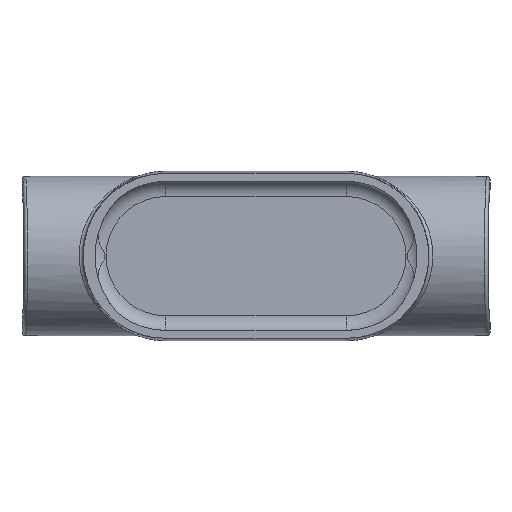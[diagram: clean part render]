
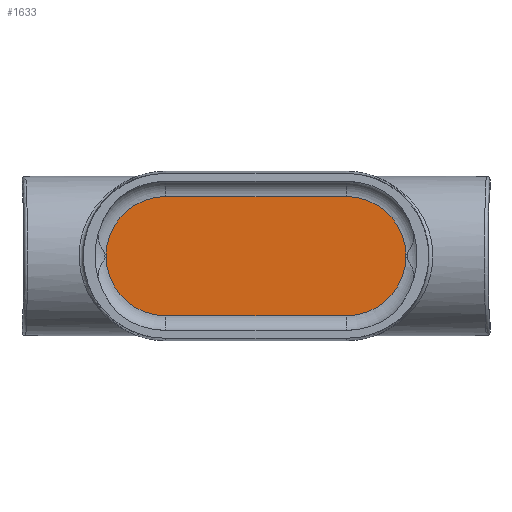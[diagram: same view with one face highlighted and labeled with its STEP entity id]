
A CAD part, top view. The second image highlights one B-rep face of the part: STEP entity #1633.
In plain terms, the highlighted planar face has unit normal (0, 0, 1).
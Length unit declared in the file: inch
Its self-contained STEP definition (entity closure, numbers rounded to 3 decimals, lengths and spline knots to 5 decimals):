
#118=CIRCLE('',#1836,1.89766);
#119=CIRCLE('',#1838,1.89766);
#124=CIRCLE('',#1848,1.89766);
#125=CIRCLE('',#1850,1.89766);
#182=PLANE('',#1860);
#236=LINE('',#7505,#304);
#238=LINE('',#7508,#306);
#304=VECTOR('',#2308,5.75);
#306=VECTOR('',#2312,5.75);
#480=FACE_OUTER_BOUND('',#582,.T.);
#582=EDGE_LOOP('',(#1455,#1456,#1457,#1458,#1459,#1460));
#767=VERTEX_POINT('',#7427);
#769=VERTEX_POINT('',#7451);
#770=VERTEX_POINT('',#7455);
#772=VERTEX_POINT('',#7466);
#774=VERTEX_POINT('',#7490);
#775=VERTEX_POINT('',#7494);
#991=EDGE_CURVE('',#769,#767,#118,.F.);
#992=EDGE_CURVE('',#767,#770,#119,.F.);
#1001=EDGE_CURVE('',#774,#772,#124,.F.);
#1002=EDGE_CURVE('',#772,#775,#125,.F.);
#1007=EDGE_CURVE('',#775,#769,#236,.T.);
#1009=EDGE_CURVE('',#770,#774,#238,.T.);
#1455=ORIENTED_EDGE('',*,*,#992,.F.);
#1456=ORIENTED_EDGE('',*,*,#991,.F.);
#1457=ORIENTED_EDGE('',*,*,#1007,.F.);
#1458=ORIENTED_EDGE('',*,*,#1002,.F.);
#1459=ORIENTED_EDGE('',*,*,#1001,.F.);
#1460=ORIENTED_EDGE('',*,*,#1009,.F.);
#1633=ADVANCED_FACE('',(#480),#182,.T.);
#1836=AXIS2_PLACEMENT_3D('',#7453,#2262,#2263);
#1838=AXIS2_PLACEMENT_3D('',#7456,#2266,#2267);
#1848=AXIS2_PLACEMENT_3D('',#7492,#2288,#2289);
#1850=AXIS2_PLACEMENT_3D('',#7495,#2292,#2293);
#1860=AXIS2_PLACEMENT_3D('',#7512,#2318,#2319);
#2262=DIRECTION('center_axis',(0.,0.,1.));
#2263=DIRECTION('ref_axis',(1.,0.,0.));
#2266=DIRECTION('center_axis',(0.,0.,1.));
#2267=DIRECTION('ref_axis',(1.,0.,0.));
#2288=DIRECTION('center_axis',(0.,0.,1.));
#2289=DIRECTION('ref_axis',(1.,0.,0.));
#2292=DIRECTION('center_axis',(0.,0.,1.));
#2293=DIRECTION('ref_axis',(1.,0.,0.));
#2308=DIRECTION('',(1.,0.,0.));
#2312=DIRECTION('',(-1.,0.,0.));
#2318=DIRECTION('center_axis',(0.,0.,1.));
#2319=DIRECTION('ref_axis',(1.,0.,0.));
#7427=CARTESIAN_POINT('',(4.77266,0.,-2.375));
#7451=CARTESIAN_POINT('',(2.875,1.89766,-2.375));
#7453=CARTESIAN_POINT('Origin',(2.875,0.,-2.375));
#7455=CARTESIAN_POINT('',(2.875,-1.89766,-2.375));
#7456=CARTESIAN_POINT('Origin',(2.875,0.,-2.375));
#7466=CARTESIAN_POINT('',(-4.77266,0.,-2.375));
#7490=CARTESIAN_POINT('',(-2.875,-1.89766,-2.375));
#7492=CARTESIAN_POINT('Origin',(-2.875,0.,-2.375));
#7494=CARTESIAN_POINT('',(-2.875,1.89766,-2.375));
#7495=CARTESIAN_POINT('Origin',(-2.875,0.,-2.375));
#7505=CARTESIAN_POINT('',(-2.875,1.89766,-2.375));
#7508=CARTESIAN_POINT('',(2.875,-1.89766,-2.375));
#7512=CARTESIAN_POINT('Origin',(2.875,0.,-2.375));
